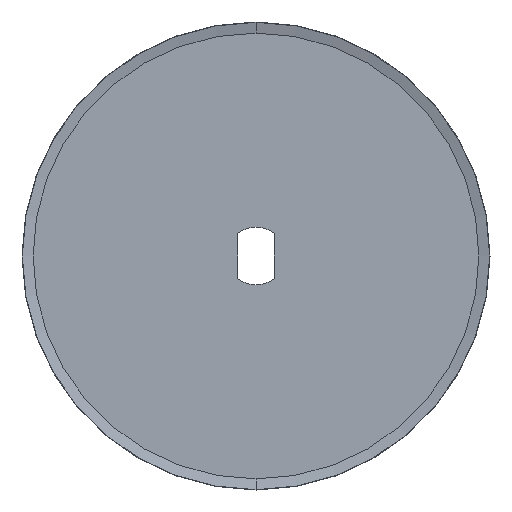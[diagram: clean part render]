
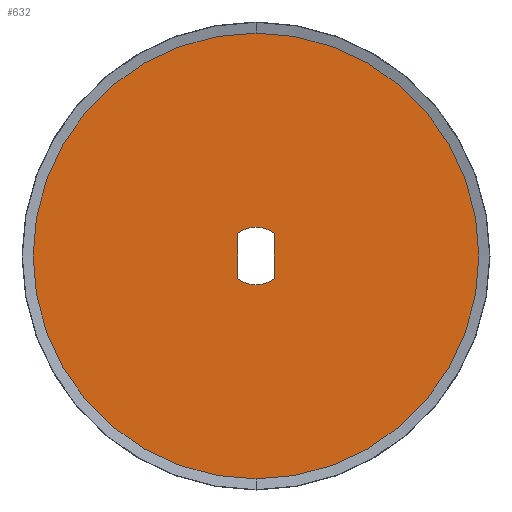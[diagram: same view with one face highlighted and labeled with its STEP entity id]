
A CAD part, front view. The second image highlights one B-rep face of the part: STEP entity #632.
In plain terms, the highlighted planar face has unit normal (0, -1, 0).
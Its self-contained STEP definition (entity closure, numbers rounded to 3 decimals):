
#13 = CARTESIAN_POINT ( 'NONE',  ( 0., -1., 0. ) ) ;
#33 = CARTESIAN_POINT ( 'NONE',  ( 1.65, -1., -2.009 ) ) ;
#51 = EDGE_LOOP ( 'NONE', ( #382, #418 ) ) ;
#62 = VECTOR ( 'NONE', #420, 1000. ) ;
#84 = VERTEX_POINT ( 'NONE', #807 ) ;
#92 = FACE_BOUND ( 'NONE', #126, .T. ) ;
#99 = CARTESIAN_POINT ( 'NONE',  ( 0., -1., 0. ) ) ;
#124 = LINE ( 'NONE', #440, #603 ) ;
#126 = EDGE_LOOP ( 'NONE', ( #370, #662, #171, #407, #635 ) ) ;
#151 = DIRECTION ( 'NONE',  ( 0., 0., 1. ) ) ;
#167 = CARTESIAN_POINT ( 'NONE',  ( 0., -1., 20. ) ) ;
#171 = ORIENTED_EDGE ( 'NONE', *, *, #778, .F. ) ;
#172 = AXIS2_PLACEMENT_3D ( 'NONE', #779, #784, #151 ) ;
#180 = CARTESIAN_POINT ( 'NONE',  ( 1.65, -1., 2.009 ) ) ;
#204 = DIRECTION ( 'NONE',  ( 0., 0., 1. ) ) ;
#207 = VERTEX_POINT ( 'NONE', #289 ) ;
#223 = CARTESIAN_POINT ( 'NONE',  ( -1.65, -1., 2.009 ) ) ;
#228 = EDGE_CURVE ( 'NONE', #84, #345, #544, .T. ) ;
#235 = AXIS2_PLACEMENT_3D ( 'NONE', #13, #265, #505 ) ;
#240 = CIRCLE ( 'NONE', #610, 2.6 ) ;
#265 = DIRECTION ( 'NONE',  ( 0., -1., 0. ) ) ;
#281 = DIRECTION ( 'NONE',  ( 0., 1., 0. ) ) ;
#283 = DIRECTION ( 'NONE',  ( 0., -1., 0. ) ) ;
#289 = CARTESIAN_POINT ( 'NONE',  ( -1.65, -1., -2.009 ) ) ;
#309 = EDGE_CURVE ( 'NONE', #502, #666, #483, .T. ) ;
#329 = CARTESIAN_POINT ( 'NONE',  ( 0., -1., 0. ) ) ;
#332 = DIRECTION ( 'NONE',  ( 0., 0., 1. ) ) ;
#345 = VERTEX_POINT ( 'NONE', #167 ) ;
#349 = AXIS2_PLACEMENT_3D ( 'NONE', #329, #283, #725 ) ;
#350 = VERTEX_POINT ( 'NONE', #33 ) ;
#360 = LINE ( 'NONE', #410, #62 ) ;
#368 = CIRCLE ( 'NONE', #172, 2.6 ) ;
#370 = ORIENTED_EDGE ( 'NONE', *, *, #449, .F. ) ;
#382 = ORIENTED_EDGE ( 'NONE', *, *, #228, .F. ) ;
#407 = ORIENTED_EDGE ( 'NONE', *, *, #726, .F. ) ;
#410 = CARTESIAN_POINT ( 'NONE',  ( -1.65, -1., 0. ) ) ;
#418 = ORIENTED_EDGE ( 'NONE', *, *, #616, .F. ) ;
#420 = DIRECTION ( 'NONE',  ( 0., 0., -1. ) ) ;
#429 = AXIS2_PLACEMENT_3D ( 'NONE', #645, #281, #204 ) ;
#440 = CARTESIAN_POINT ( 'NONE',  ( 1.65, -1., 0. ) ) ;
#449 = EDGE_CURVE ( 'NONE', #350, #502, #124, .T. ) ;
#467 = DIRECTION ( 'NONE',  ( 0., 1., 0. ) ) ;
#483 = CIRCLE ( 'NONE', #349, 2.6 ) ;
#492 = VERTEX_POINT ( 'NONE', #694 ) ;
#502 = VERTEX_POINT ( 'NONE', #180 ) ;
#505 = DIRECTION ( 'NONE',  ( 0., 0., 1. ) ) ;
#522 = PLANE ( 'NONE',  #235 ) ;
#544 = CIRCLE ( 'NONE', #649, 20. ) ;
#549 = DIRECTION ( 'NONE',  ( 0., 0., 1. ) ) ;
#573 = EDGE_CURVE ( 'NONE', #492, #350, #368, .T. ) ;
#578 = FACE_OUTER_BOUND ( 'NONE', #51, .T. ) ;
#587 = CARTESIAN_POINT ( 'NONE',  ( 0., -1., 0. ) ) ;
#597 = DIRECTION ( 'NONE',  ( 0., -1., 0. ) ) ;
#603 = VECTOR ( 'NONE', #549, 1000. ) ;
#610 = AXIS2_PLACEMENT_3D ( 'NONE', #587, #597, #802 ) ;
#616 = EDGE_CURVE ( 'NONE', #345, #84, #760, .T. ) ;
#632 = ADVANCED_FACE ( 'NONE', ( #578, #92 ), #522, .T. ) ;
#635 = ORIENTED_EDGE ( 'NONE', *, *, #309, .F. ) ;
#645 = CARTESIAN_POINT ( 'NONE',  ( 0., -1., 0. ) ) ;
#649 = AXIS2_PLACEMENT_3D ( 'NONE', #99, #467, #332 ) ;
#662 = ORIENTED_EDGE ( 'NONE', *, *, #573, .F. ) ;
#666 = VERTEX_POINT ( 'NONE', #223 ) ;
#694 = CARTESIAN_POINT ( 'NONE',  ( 0., -1., -2.6 ) ) ;
#725 = DIRECTION ( 'NONE',  ( 0., 0., 1. ) ) ;
#726 = EDGE_CURVE ( 'NONE', #666, #207, #360, .T. ) ;
#760 = CIRCLE ( 'NONE', #429, 20. ) ;
#778 = EDGE_CURVE ( 'NONE', #207, #492, #240, .T. ) ;
#779 = CARTESIAN_POINT ( 'NONE',  ( 0., -1., 0. ) ) ;
#784 = DIRECTION ( 'NONE',  ( 0., -1., 0. ) ) ;
#802 = DIRECTION ( 'NONE',  ( 0., 0., 1. ) ) ;
#807 = CARTESIAN_POINT ( 'NONE',  ( 0., -1., -20. ) ) ;
